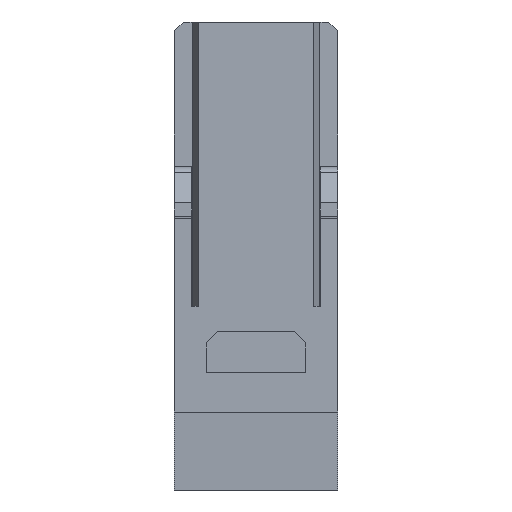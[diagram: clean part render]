
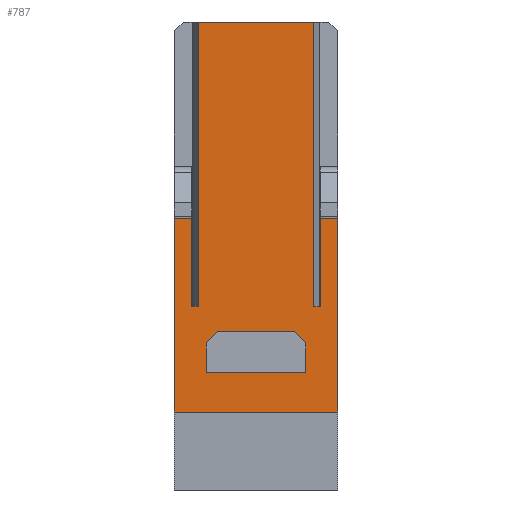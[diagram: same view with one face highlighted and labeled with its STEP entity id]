
A CAD part, front view. The second image highlights one B-rep face of the part: STEP entity #787.
In plain terms, the highlighted planar face has unit normal (0, -1, 0).
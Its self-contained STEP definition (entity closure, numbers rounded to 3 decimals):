
#664=FACE_BOUND('',#1600,.T.);
#665=FACE_BOUND('',#1601,.T.);
#787=ADVANCED_FACE('',(#664,#665),#1096,.T.);
#1096=PLANE('',#7537);
#1600=EDGE_LOOP('',(#2417,#2418,#2419,#2420,#2421,#2422,#2423,#2424,#2425,
#2426,#2427,#2428));
#1601=EDGE_LOOP('',(#2429,#2430,#2431,#2432,#2433,#2434));
#2417=ORIENTED_EDGE('',*,*,#4642,.F.);
#2418=ORIENTED_EDGE('',*,*,#4698,.F.);
#2419=ORIENTED_EDGE('',*,*,#4699,.F.);
#2420=ORIENTED_EDGE('',*,*,#4700,.F.);
#2421=ORIENTED_EDGE('',*,*,#4701,.T.);
#2422=ORIENTED_EDGE('',*,*,#4408,.F.);
#2423=ORIENTED_EDGE('',*,*,#4702,.F.);
#2424=ORIENTED_EDGE('',*,*,#4703,.F.);
#2425=ORIENTED_EDGE('',*,*,#4704,.T.);
#2426=ORIENTED_EDGE('',*,*,#4705,.T.);
#2427=ORIENTED_EDGE('',*,*,#4510,.T.);
#2428=ORIENTED_EDGE('',*,*,#4706,.T.);
#2429=ORIENTED_EDGE('',*,*,#4707,.F.);
#2430=ORIENTED_EDGE('',*,*,#4708,.T.);
#2431=ORIENTED_EDGE('',*,*,#4709,.T.);
#2432=ORIENTED_EDGE('',*,*,#4710,.T.);
#2433=ORIENTED_EDGE('',*,*,#4711,.F.);
#2434=ORIENTED_EDGE('',*,*,#4712,.T.);
#3777=VERTEX_POINT('',#9807);
#3778=VERTEX_POINT('',#9809);
#3876=VERTEX_POINT('',#10111);
#3877=VERTEX_POINT('',#10113);
#4003=VERTEX_POINT('',#10470);
#4004=VERTEX_POINT('',#10472);
#4045=VERTEX_POINT('',#10636);
#4046=VERTEX_POINT('',#10638);
#4047=VERTEX_POINT('',#10640);
#4048=VERTEX_POINT('',#10643);
#4049=VERTEX_POINT('',#10645);
#4050=VERTEX_POINT('',#10647);
#4051=VERTEX_POINT('',#10651);
#4052=VERTEX_POINT('',#10652);
#4053=VERTEX_POINT('',#10654);
#4054=VERTEX_POINT('',#10656);
#4055=VERTEX_POINT('',#10658);
#4056=VERTEX_POINT('',#10660);
#4408=EDGE_CURVE('',#3777,#3778,#5932,.T.);
#4510=EDGE_CURVE('',#3877,#3876,#5990,.T.);
#4642=EDGE_CURVE('',#4003,#4004,#6103,.T.);
#4698=EDGE_CURVE('',#4045,#4003,#6133,.T.);
#4699=EDGE_CURVE('',#4046,#4045,#6134,.T.);
#4700=EDGE_CURVE('',#4047,#4046,#6135,.T.);
#4701=EDGE_CURVE('',#4047,#3778,#6136,.T.);
#4702=EDGE_CURVE('',#4048,#3777,#6137,.T.);
#4703=EDGE_CURVE('',#4049,#4048,#6138,.T.);
#4704=EDGE_CURVE('',#4049,#4050,#6139,.T.);
#4705=EDGE_CURVE('',#4050,#3877,#6140,.T.);
#4706=EDGE_CURVE('',#3876,#4004,#6141,.T.);
#4707=EDGE_CURVE('',#4051,#4052,#6142,.T.);
#4708=EDGE_CURVE('',#4051,#4053,#6143,.T.);
#4709=EDGE_CURVE('',#4053,#4054,#6144,.T.);
#4710=EDGE_CURVE('',#4054,#4055,#6145,.T.);
#4711=EDGE_CURVE('',#4056,#4055,#6146,.T.);
#4712=EDGE_CURVE('',#4056,#4052,#6147,.T.);
#5932=LINE('',#9808,#6554);
#5990=LINE('',#10112,#6612);
#6103=LINE('',#10471,#6725);
#6133=LINE('',#10635,#6755);
#6134=LINE('',#10637,#6756);
#6135=LINE('',#10639,#6757);
#6136=LINE('',#10641,#6758);
#6137=LINE('',#10642,#6759);
#6138=LINE('',#10644,#6760);
#6139=LINE('',#10646,#6761);
#6140=LINE('',#10648,#6762);
#6141=LINE('',#10649,#6763);
#6142=LINE('',#10650,#6764);
#6143=LINE('',#10653,#6765);
#6144=LINE('',#10655,#6766);
#6145=LINE('',#10657,#6767);
#6146=LINE('',#10659,#6768);
#6147=LINE('',#10661,#6769);
#6554=VECTOR('',#8043,1.);
#6612=VECTOR('',#8147,1.);
#6725=VECTOR('',#8324,1.);
#6755=VECTOR('',#8408,1.);
#6756=VECTOR('',#8409,1.);
#6757=VECTOR('',#8410,1.);
#6758=VECTOR('',#8411,1.);
#6759=VECTOR('',#8412,1.);
#6760=VECTOR('',#8413,1.);
#6761=VECTOR('',#8414,1.);
#6762=VECTOR('',#8415,1.);
#6763=VECTOR('',#8416,1.);
#6764=VECTOR('',#8417,1.);
#6765=VECTOR('',#8418,1.);
#6766=VECTOR('',#8419,1.);
#6767=VECTOR('',#8420,1.);
#6768=VECTOR('',#8421,1.);
#6769=VECTOR('',#8422,1.);
#7537=AXIS2_PLACEMENT_3D('',#10662,#8423,#8424);
#8043=DIRECTION('',(1.,0.,0.));
#8147=DIRECTION('',(0.,0.,-1.));
#8324=DIRECTION('',(0.,0.,-1.));
#8408=DIRECTION('',(1.,0.,0.));
#8409=DIRECTION('',(0.,0.,1.));
#8410=DIRECTION('',(1.,0.,0.));
#8411=DIRECTION('',(0.,0.,1.));
#8412=DIRECTION('',(0.,0.,1.));
#8413=DIRECTION('',(1.,0.,0.));
#8414=DIRECTION('',(0.,0.,1.));
#8415=DIRECTION('',(-1.,0.,0.));
#8416=DIRECTION('',(1.,0.,0.));
#8417=DIRECTION('',(-1.,0.,0.));
#8418=DIRECTION('',(0.707,0.,-0.707));
#8419=DIRECTION('',(0.,0.,-1.));
#8420=DIRECTION('',(-1.,0.,0.));
#8421=DIRECTION('',(0.,0.,-1.));
#8422=DIRECTION('',(0.707,0.,0.707));
#8423=DIRECTION('',(0.,-1.,0.));
#8424=DIRECTION('',(0.,0.,-1.));
#9807=CARTESIAN_POINT('',(-5.175,-15.15,31.45));
#9808=CARTESIAN_POINT('',(-7.325,-15.15,31.45));
#9809=CARTESIAN_POINT('',(5.175,-15.15,31.45));
#10111=CARTESIAN_POINT('',(-7.325,-15.15,-3.55));
#10112=CARTESIAN_POINT('',(-7.325,-15.15,-10.55));
#10113=CARTESIAN_POINT('',(-7.325,-15.15,13.85));
#10470=CARTESIAN_POINT('',(7.325,-15.15,13.85));
#10471=CARTESIAN_POINT('',(7.325,-15.15,-10.55));
#10472=CARTESIAN_POINT('',(7.325,-15.15,-3.55));
#10635=CARTESIAN_POINT('',(5.775,-15.15,13.85));
#10636=CARTESIAN_POINT('',(5.775,-15.15,13.85));
#10637=CARTESIAN_POINT('',(5.775,-15.15,5.95));
#10638=CARTESIAN_POINT('',(5.775,-15.15,5.95));
#10639=CARTESIAN_POINT('',(5.175,-15.15,5.95));
#10640=CARTESIAN_POINT('',(5.175,-15.15,5.95));
#10641=CARTESIAN_POINT('',(5.175,-15.15,5.95));
#10642=CARTESIAN_POINT('',(-5.175,-15.15,5.95));
#10643=CARTESIAN_POINT('',(-5.175,-15.15,5.95));
#10644=CARTESIAN_POINT('',(-7.325,-15.15,5.95));
#10645=CARTESIAN_POINT('',(-5.775,-15.15,5.95));
#10646=CARTESIAN_POINT('',(-5.775,-15.15,5.95));
#10647=CARTESIAN_POINT('',(-5.775,-15.15,13.85));
#10648=CARTESIAN_POINT('',(-5.775,-15.15,13.85));
#10649=CARTESIAN_POINT('',(7.325,-15.15,-3.55));
#10650=CARTESIAN_POINT('',(4.475,-15.15,3.65));
#10651=CARTESIAN_POINT('',(3.475,-15.15,3.65));
#10652=CARTESIAN_POINT('',(-3.475,-15.15,3.65));
#10653=CARTESIAN_POINT('',(-15.825,-15.15,22.95));
#10654=CARTESIAN_POINT('',(4.475,-15.15,2.65));
#10655=CARTESIAN_POINT('',(4.475,-15.15,3.65));
#10656=CARTESIAN_POINT('',(4.475,-15.15,0.));
#10657=CARTESIAN_POINT('',(4.475,-15.15,0.));
#10658=CARTESIAN_POINT('',(-4.475,-15.15,0.));
#10659=CARTESIAN_POINT('',(-4.475,-15.15,3.65));
#10660=CARTESIAN_POINT('',(-4.475,-15.15,2.65));
#10661=CARTESIAN_POINT('',(8.5,-15.15,15.625));
#10662=CARTESIAN_POINT('',(-7.325,-15.15,-10.55));
